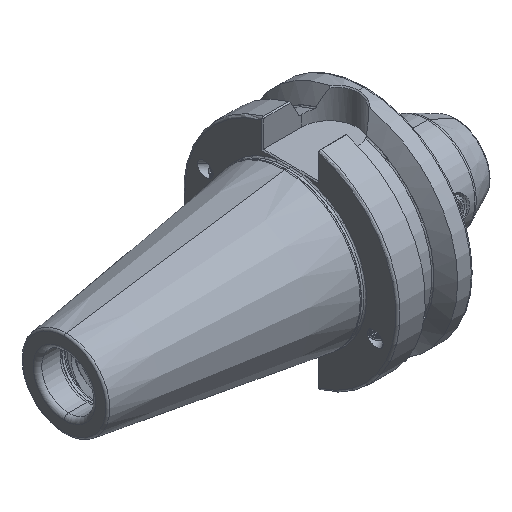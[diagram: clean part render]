
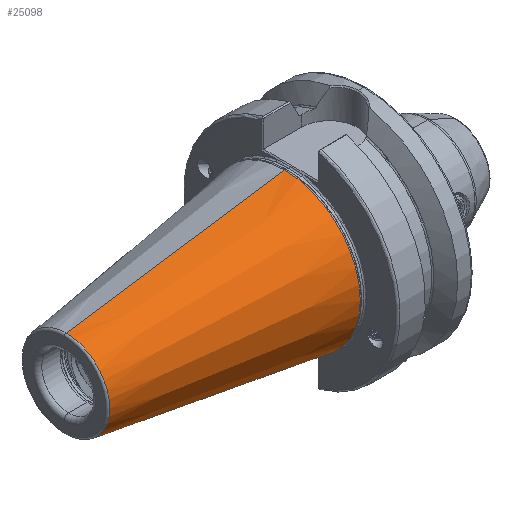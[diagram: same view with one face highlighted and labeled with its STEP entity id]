
A CAD part, isometric view. The second image highlights one B-rep face of the part: STEP entity #25098.
In plain terms, the highlighted conical face has half-angle 8.297 degrees and reference radius 34.998 mm.
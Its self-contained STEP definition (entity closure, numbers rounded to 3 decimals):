
#554 = CIRCLE ( 'NONE', #9649, 20.204 ) ;
#626 = CIRCLE ( 'NONE', #9710, 34.998 ) ;
#7456 = CARTESIAN_POINT ( 'NONE',  ( -2.5, 0., 34.998 ) ) ;
#7469 = DIRECTION ( 'NONE',  ( 0.99, 0., 0.144 ) ) ;
#7887 = CARTESIAN_POINT ( 'NONE',  ( -2.5, 0., -34.998 ) ) ;
#7894 = DIRECTION ( 'NONE',  ( 0.99, 0., -0.144 ) ) ;
#8080 = CARTESIAN_POINT ( 'NONE',  ( -2.5, 0., -34.998 ) ) ;
#8736 = CONICAL_SURFACE ( 'NONE', #9191, 34.998, 0.145 ) ;
#8745 = FACE_OUTER_BOUND ( 'NONE', #28511, .T. ) ;
#8851 = VECTOR ( 'NONE', #7469, 1000. ) ;
#8868 = VECTOR ( 'NONE', #7894, 1000. ) ;
#8871 = LINE ( 'NONE', #7887, #8868 ) ;
#8876 = LINE ( 'NONE', #7456, #8851 ) ;
#9191 = AXIS2_PLACEMENT_3D ( 'NONE', #16432, #16430, #16439 ) ;
#9315 = EDGE_CURVE ( 'NONE', #25708, #25688, #554, .T. ) ;
#9344 = EDGE_CURVE ( 'NONE', #25712, #25718, #626, .T. ) ;
#9649 = AXIS2_PLACEMENT_3D ( 'NONE', #20132, #20181, #20182 ) ;
#9710 = AXIS2_PLACEMENT_3D ( 'NONE', #20243, #20334, #20326 ) ;
#11750 = EDGE_CURVE ( 'NONE', #25688, #25718, #8871, .T. ) ;
#11767 = EDGE_CURVE ( 'NONE', #25708, #25712, #8876, .T. ) ;
#13245 = CARTESIAN_POINT ( 'NONE',  ( -103.944, 0., -20.204 ) ) ;
#13268 = CARTESIAN_POINT ( 'NONE',  ( -2.5, 0., 34.998 ) ) ;
#13347 = CARTESIAN_POINT ( 'NONE',  ( -103.944, 0., 20.204 ) ) ;
#13526 = ORIENTED_EDGE ( 'NONE', *, *, #11767, .F. ) ;
#13552 = ORIENTED_EDGE ( 'NONE', *, *, #9344, .F. ) ;
#16430 = DIRECTION ( 'NONE',  ( 1., 0., 0. ) ) ;
#16432 = CARTESIAN_POINT ( 'NONE',  ( -2.5, 0., 0. ) ) ;
#16439 = DIRECTION ( 'NONE',  ( 0., 0., -1. ) ) ;
#20132 = CARTESIAN_POINT ( 'NONE',  ( -103.944, 0., 0. ) ) ;
#20181 = DIRECTION ( 'NONE',  ( 1., 0., 0. ) ) ;
#20182 = DIRECTION ( 'NONE',  ( 0., 0., -1. ) ) ;
#20243 = CARTESIAN_POINT ( 'NONE',  ( -2.5, 0., 0. ) ) ;
#20326 = DIRECTION ( 'NONE',  ( 0., 0., -1. ) ) ;
#20334 = DIRECTION ( 'NONE',  ( 1., 0., 0. ) ) ;
#25098 = ADVANCED_FACE ( 'NONE', ( #8745 ), #8736, .T. ) ;
#25456 = ORIENTED_EDGE ( 'NONE', *, *, #11750, .T. ) ;
#25488 = ORIENTED_EDGE ( 'NONE', *, *, #9315, .T. ) ;
#25688 = VERTEX_POINT ( 'NONE', #13245 ) ;
#25708 = VERTEX_POINT ( 'NONE', #13347 ) ;
#25712 = VERTEX_POINT ( 'NONE', #13268 ) ;
#25718 = VERTEX_POINT ( 'NONE', #8080 ) ;
#28511 = EDGE_LOOP ( 'NONE', ( #13526, #25488, #25456, #13552 ) ) ;
